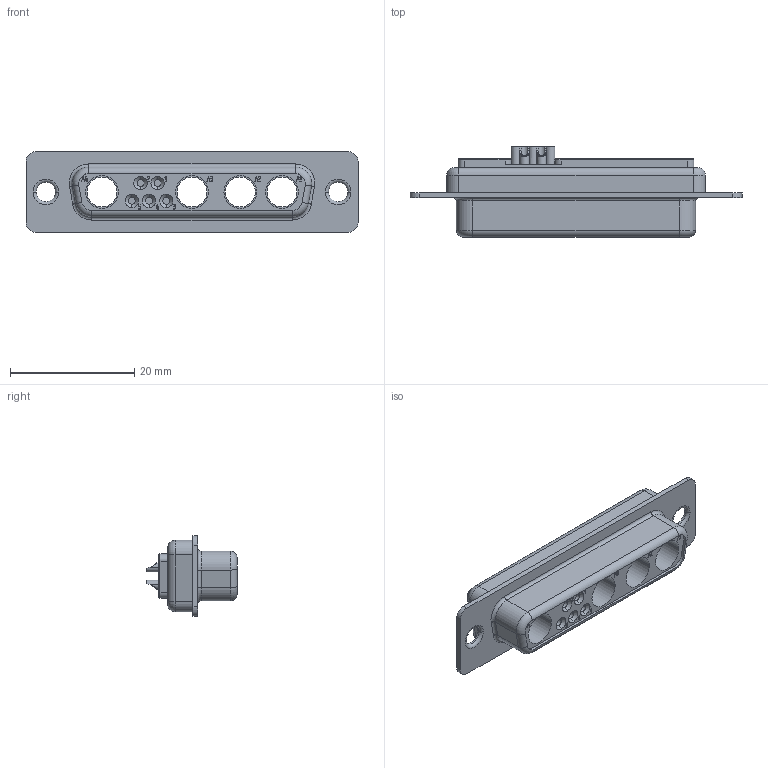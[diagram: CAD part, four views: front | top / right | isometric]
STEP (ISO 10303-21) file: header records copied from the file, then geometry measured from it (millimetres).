
FILE_DESCRIPTION(('Creo Elements/Direct Modeling STEP Export'),'2;1');
FILE_NAME('model.stp','2019-03-21T 7:26:30',(''),(''),'Creo Elements/Direct Modeling STEP processor for AP214 (Solid Model)','Creo Elements/Direct Modeling 20.1A 29-Sep-2018 (C) Parametric Technology GmbH','');
FILE_SCHEMA(('AUTOMOTIVE_DESIGN { 1 0 10303 214 1 1 1 1 }'));
Length unit declared in the file: millimetre
Products named in the file (2): VS-25-BU-DSUB-4P-5S
Assembly tree (1 placements, depth 2):
  VS-25-BU-DSUB-4P-5S
    VS-25-BU-DSUB-4P-5S
Bounding box: 53.42 x 14.5 x 12.93 mm (x, y, z)
Volume: 3426.9 mm3; surface area: 3340.4 mm2
Topology: 1 solids, 1 shells, 866 faces, 2389 edges, 1582 vertices
Faces by surface type: plane 530, cylinder 167, extrusion 134, torus 25, cone 10
Entity records: 36592 total; most frequent: CARTESIAN_POINT 7850, ORIENTED_EDGE 4778, DIRECTION 3962, EDGE_CURVE 2389, VECTOR 1950, LINE 1816, VERTEX_POINT 1582, AXIS2_PLACEMENT_3D 1006
